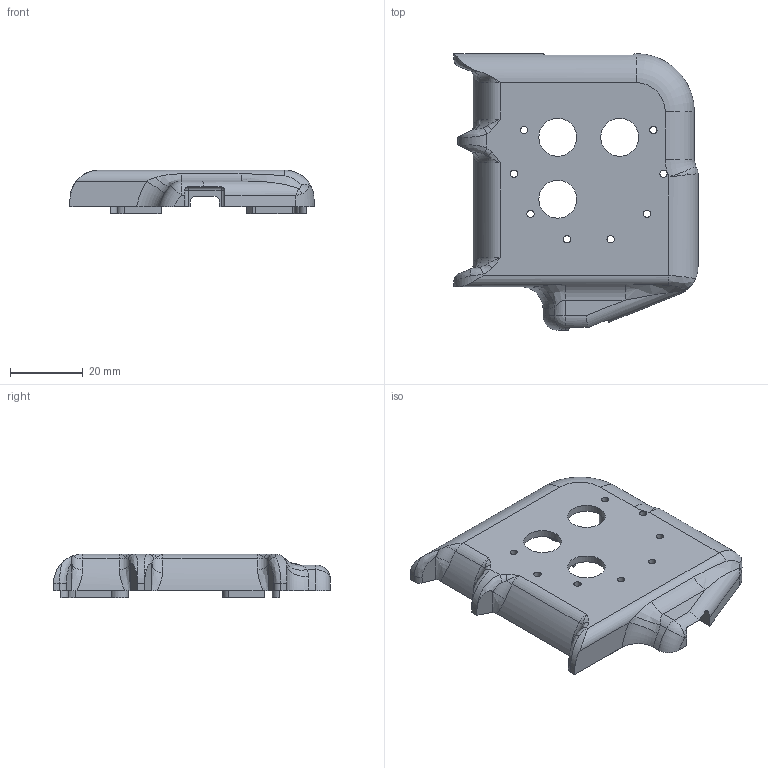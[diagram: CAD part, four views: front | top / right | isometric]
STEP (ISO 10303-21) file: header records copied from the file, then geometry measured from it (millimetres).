
FILE_DESCRIPTION(('HOOPS Exchange Step'),'2;1');
FILE_NAME('temp_export','2021-02-06T06:41:59-05:00',('mobile'),('Shapr3D Limited'),'HOOPS Exchange 2020.2','Shapr3D','Authorized');
FILE_SCHEMA( ('AP203_CONFIGURATION_CONTROLLED_3D_DESIGN_OF_MECHANICAL_PARTS_AND_ASSEMBLIES_MIM_LF') );
Length unit declared in the file: millimetre
Products named in the file (1): F3A42C43-5332-4F4C-9CD4-0ED9751D2602.tmp
Bounding box: 67 x 76 x 12 mm (x, y, z)
Volume: 15039.6 mm3; surface area: 12736.3 mm2
Topology: 1 solids, 1 shells, 256 faces, 698 edges, 442 vertices
Faces by surface type: plane 119, cylinder 82, bspline 27, torus 17, cone 7, sphere 4
Full cylindrical faces by diameter (mm): 2 x8, 2.2 x1, 2.4 x1, 2.5 x4, 5 x4, 10.4 x3
Entity records: 13877 total; most frequent: CARTESIAN_POINT 7487, ORIENTED_EDGE 1376, DIRECTION 1269, EDGE_CURVE 688, AXIS2_PLACEMENT_3D 454, VERTEX_POINT 442, VECTOR 361, LINE 361
